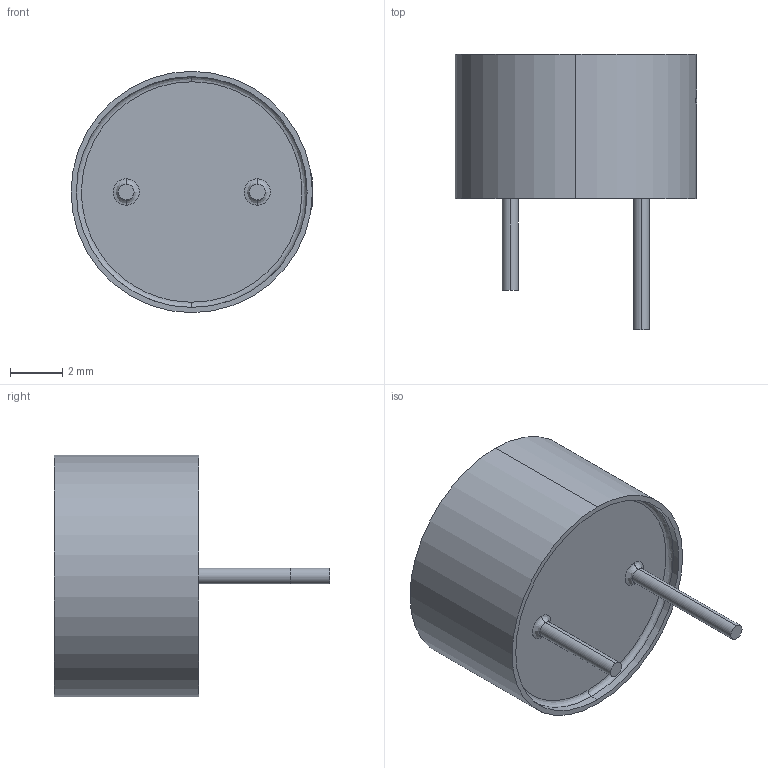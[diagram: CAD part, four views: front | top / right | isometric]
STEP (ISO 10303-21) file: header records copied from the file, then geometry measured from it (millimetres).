
FILE_DESCRIPTION (( 'STEP AP214' ), '1' );
FILE_NAME ('User Library-HCM0905.STEP', '2020-09-16T06:35:36', ( '' ), ( '' ), 'SwSTEP 2.0', 'SolidWorks 2020', '' );
FILE_SCHEMA (( 'AUTOMOTIVE_DESIGN' ));
Length unit declared in the file: millimetre
Products named in the file (1): User Library-HCM0905
Bounding box: 9.22 x 10.5 x 9.2 mm (x, y, z)
Volume: 333.1 mm3; surface area: 332.4 mm2
Topology: 1 solids, 1 shells, 35 faces, 78 edges, 50 vertices
Faces by surface type: plane 18, cylinder 11, bspline 6
Entity records: 1538 total; most frequent: CARTESIAN_POINT 480, DIRECTION 170, ORIENTED_EDGE 156, EDGE_CURVE 78, AXIS2_PLACEMENT_3D 68, VERTEX_POINT 50, EDGE_LOOP 40, CIRCLE 38
